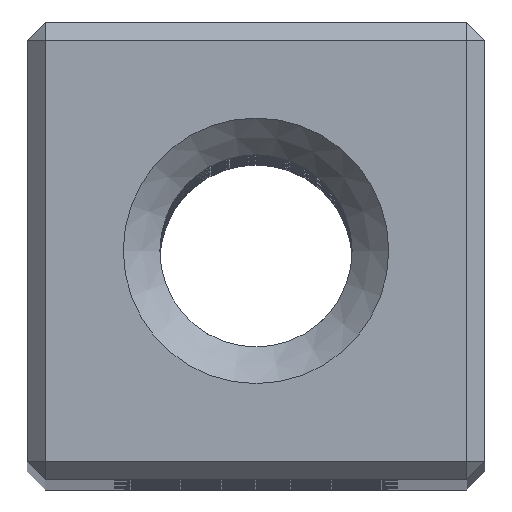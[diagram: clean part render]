
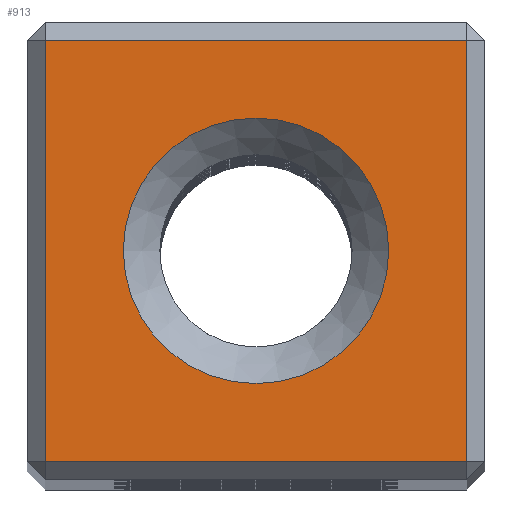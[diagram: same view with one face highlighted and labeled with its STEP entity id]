
A CAD part, top view. The second image highlights one B-rep face of the part: STEP entity #913.
In plain terms, the highlighted planar face has unit normal (0, 0, 1).
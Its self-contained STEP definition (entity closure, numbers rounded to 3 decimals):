
#267 = VERTEX_POINT('',#268);
#268 = CARTESIAN_POINT('',(4.6,-4.6,130.));
#276 = VERTEX_POINT('',#277);
#277 = CARTESIAN_POINT('',(4.6,4.6,130.));
#283 = EDGE_CURVE('',#267,#276,#284,.T.);
#284 = LINE('',#285,#286);
#285 = CARTESIAN_POINT('',(4.6,-5.,130.));
#286 = VECTOR('',#287,1.);
#287 = DIRECTION('',(0.,1.,0.));
#913 = ADVANCED_FACE('',(#914,#925),#950,.T.);
#914 = FACE_BOUND('',#915,.T.);
#915 = EDGE_LOOP('',(#916));
#916 = ORIENTED_EDGE('',*,*,#917,.F.);
#917 = EDGE_CURVE('',#918,#918,#920,.T.);
#918 = VERTEX_POINT('',#919);
#919 = CARTESIAN_POINT('',(2.9,0.,130.));
#920 = CIRCLE('',#921,2.9);
#921 = AXIS2_PLACEMENT_3D('',#922,#923,#924);
#922 = CARTESIAN_POINT('',(0.,0.,130.));
#923 = DIRECTION('',(0.,0.,1.));
#924 = DIRECTION('',(1.,0.,0.));
#925 = FACE_BOUND('',#926,.T.);
#926 = EDGE_LOOP('',(#927,#935,#943,#949));
#927 = ORIENTED_EDGE('',*,*,#928,.T.);
#928 = EDGE_CURVE('',#276,#929,#931,.T.);
#929 = VERTEX_POINT('',#930);
#930 = CARTESIAN_POINT('',(-4.6,4.6,130.));
#931 = LINE('',#932,#933);
#932 = CARTESIAN_POINT('',(5.,4.6,130.));
#933 = VECTOR('',#934,1.);
#934 = DIRECTION('',(-1.,0.,0.));
#935 = ORIENTED_EDGE('',*,*,#936,.T.);
#936 = EDGE_CURVE('',#929,#937,#939,.T.);
#937 = VERTEX_POINT('',#938);
#938 = CARTESIAN_POINT('',(-4.6,-4.6,130.));
#939 = LINE('',#940,#941);
#940 = CARTESIAN_POINT('',(-4.6,5.,130.));
#941 = VECTOR('',#942,1.);
#942 = DIRECTION('',(0.,-1.,0.));
#943 = ORIENTED_EDGE('',*,*,#944,.T.);
#944 = EDGE_CURVE('',#937,#267,#945,.T.);
#945 = LINE('',#946,#947);
#946 = CARTESIAN_POINT('',(-5.,-4.6,130.));
#947 = VECTOR('',#948,1.);
#948 = DIRECTION('',(1.,0.,0.));
#949 = ORIENTED_EDGE('',*,*,#283,.T.);
#950 = PLANE('',#951);
#951 = AXIS2_PLACEMENT_3D('',#952,#953,#954);
#952 = CARTESIAN_POINT('',(0.,0.,130.)
  );
#953 = DIRECTION('',(0.,0.,1.));
#954 = DIRECTION('',(1.,0.,0.));
